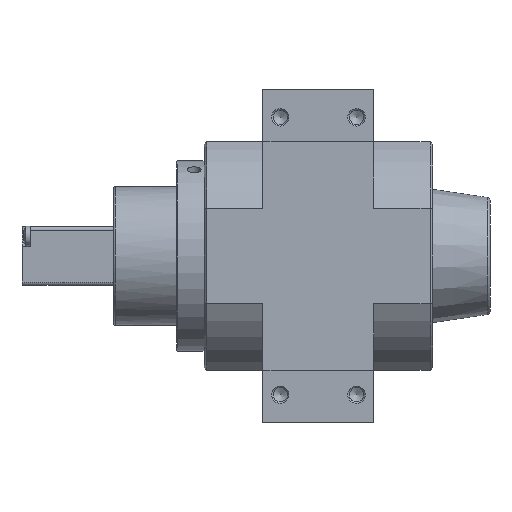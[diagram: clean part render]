
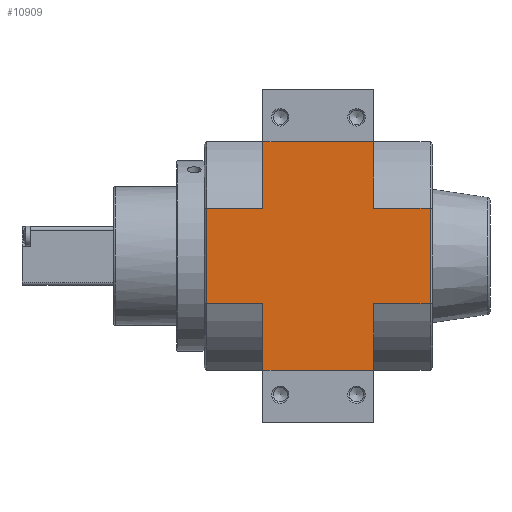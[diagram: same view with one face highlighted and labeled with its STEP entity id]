
A CAD part, left-side view. The second image highlights one B-rep face of the part: STEP entity #10909.
In plain terms, the highlighted face is planar.
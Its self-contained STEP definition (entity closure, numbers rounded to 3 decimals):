
#280=LINE('',#15633,#910);
#285=LINE('',#15649,#915);
#293=LINE('',#15664,#923);
#294=LINE('',#15667,#924);
#295=LINE('',#15669,#925);
#296=LINE('',#15670,#926);
#297=LINE('',#15672,#927);
#298=LINE('',#15674,#928);
#299=LINE('',#15676,#929);
#300=LINE('',#15678,#930);
#301=LINE('',#15679,#931);
#302=LINE('',#15681,#932);
#910=VECTOR('',#12927,1000.);
#915=VECTOR('',#12940,1000.);
#923=VECTOR('',#12950,1000.);
#924=VECTOR('',#12951,1000.);
#925=VECTOR('',#12952,1000.);
#926=VECTOR('',#12953,1000.);
#927=VECTOR('',#12954,1000.);
#928=VECTOR('',#12955,1000.);
#929=VECTOR('',#12956,1000.);
#930=VECTOR('',#12957,1000.);
#931=VECTOR('',#12958,1000.);
#932=VECTOR('',#12959,1000.);
#1459=PLANE('',#11634);
#2174=ORIENTED_EDGE('',*,*,#4324,.T.);
#2175=ORIENTED_EDGE('',*,*,#4325,.F.);
#2176=ORIENTED_EDGE('',*,*,#4326,.T.);
#2177=ORIENTED_EDGE('',*,*,#4308,.T.);
#2178=ORIENTED_EDGE('',*,*,#4327,.F.);
#2179=ORIENTED_EDGE('',*,*,#4328,.F.);
#2180=ORIENTED_EDGE('',*,*,#4329,.F.);
#2181=ORIENTED_EDGE('',*,*,#4330,.F.);
#2182=ORIENTED_EDGE('',*,*,#4331,.F.);
#2183=ORIENTED_EDGE('',*,*,#4316,.T.);
#2184=ORIENTED_EDGE('',*,*,#4332,.T.);
#2185=ORIENTED_EDGE('',*,*,#4333,.F.);
#4308=EDGE_CURVE('',#5364,#5363,#280,.T.);
#4316=EDGE_CURVE('',#5371,#5370,#285,.T.);
#4324=EDGE_CURVE('',#5377,#5378,#293,.T.);
#4325=EDGE_CURVE('',#5379,#5378,#294,.F.);
#4326=EDGE_CURVE('',#5379,#5364,#295,.T.);
#4327=EDGE_CURVE('',#5380,#5363,#296,.T.);
#4328=EDGE_CURVE('',#5381,#5380,#297,.F.);
#4329=EDGE_CURVE('',#5382,#5381,#298,.T.);
#4330=EDGE_CURVE('',#5383,#5382,#299,.T.);
#4331=EDGE_CURVE('',#5371,#5383,#300,.T.);
#4332=EDGE_CURVE('',#5370,#5384,#301,.T.);
#4333=EDGE_CURVE('',#5377,#5384,#302,.T.);
#5363=VERTEX_POINT('',#15632);
#5364=VERTEX_POINT('',#15634);
#5370=VERTEX_POINT('',#15648);
#5371=VERTEX_POINT('',#15650);
#5377=VERTEX_POINT('',#15665);
#5378=VERTEX_POINT('',#15666);
#5379=VERTEX_POINT('',#15668);
#5380=VERTEX_POINT('',#15671);
#5381=VERTEX_POINT('',#15673);
#5382=VERTEX_POINT('',#15675);
#5383=VERTEX_POINT('',#15677);
#5384=VERTEX_POINT('',#15680);
#6354=EDGE_LOOP('',(#2174,#2175,#2176,#2177,#2178,#2179,#2180,#2181,#2182,
#2183,#2184,#2185));
#7060=FACE_BOUND('',#6354,.T.);
#10909=ADVANCED_FACE('',(#7060),#1459,.T.);
#11634=AXIS2_PLACEMENT_3D('',#15663,#12948,#12949);
#12927=DIRECTION('',(0.,-1.,0.));
#12940=DIRECTION('',(0.,1.,0.));
#12948=DIRECTION('',(0.,0.,1.));
#12949=DIRECTION('',(1.,0.,0.));
#12950=DIRECTION('',(-1.,0.,0.));
#12951=DIRECTION('',(0.,-1.,0.));
#12952=DIRECTION('',(-1.,0.,0.));
#12953=DIRECTION('',(-1.,0.,0.));
#12954=DIRECTION('',(0.,-1.,0.));
#12955=DIRECTION('',(-1.,0.,0.));
#12956=DIRECTION('',(0.,-1.,0.));
#12957=DIRECTION('',(-1.,0.,0.));
#12958=DIRECTION('',(-1.,0.,0.));
#12959=DIRECTION('',(0.,-1.,0.));
#15632=CARTESIAN_POINT('',(-33.,-16.,33.));
#15633=CARTESIAN_POINT('',(-33.,32.2,33.));
#15634=CARTESIAN_POINT('',(-33.,16.,33.));
#15648=CARTESIAN_POINT('',(33.,16.,33.));
#15649=CARTESIAN_POINT('',(33.,-32.2,33.));
#15650=CARTESIAN_POINT('',(33.,-16.,33.));
#15663=CARTESIAN_POINT('',(0.,0.,33.));
#15664=CARTESIAN_POINT('',(33.,32.2,33.));
#15665=CARTESIAN_POINT('',(13.75,32.2,33.));
#15666=CARTESIAN_POINT('',(-13.75,32.2,33.));
#15667=CARTESIAN_POINT('',(-13.75,50.,33.));
#15668=CARTESIAN_POINT('',(-13.75,16.,33.));
#15669=CARTESIAN_POINT('',(0.,16.,33.));
#15670=CARTESIAN_POINT('',(0.,-16.,33.));
#15671=CARTESIAN_POINT('',(-13.75,-16.,33.));
#15672=CARTESIAN_POINT('',(-13.75,-16.,33.));
#15673=CARTESIAN_POINT('',(-13.75,-32.2,33.));
#15674=CARTESIAN_POINT('',(33.,-32.2,33.));
#15675=CARTESIAN_POINT('',(13.75,-32.2,33.));
#15676=CARTESIAN_POINT('',(13.75,-16.,33.));
#15677=CARTESIAN_POINT('',(13.75,-16.,33.));
#15678=CARTESIAN_POINT('',(0.,-16.,33.));
#15679=CARTESIAN_POINT('',(0.,16.,33.));
#15680=CARTESIAN_POINT('',(13.75,16.,33.));
#15681=CARTESIAN_POINT('',(13.75,50.,33.));
